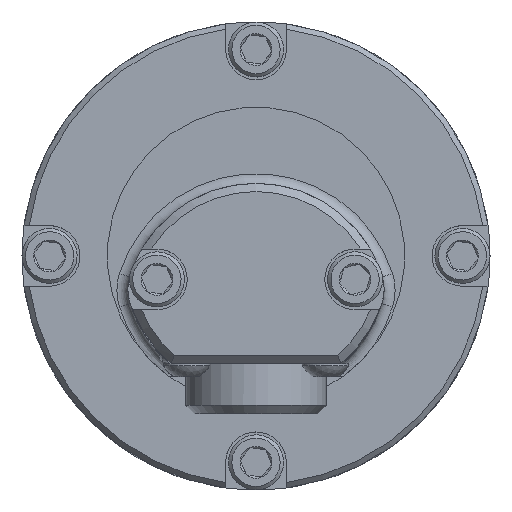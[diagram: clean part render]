
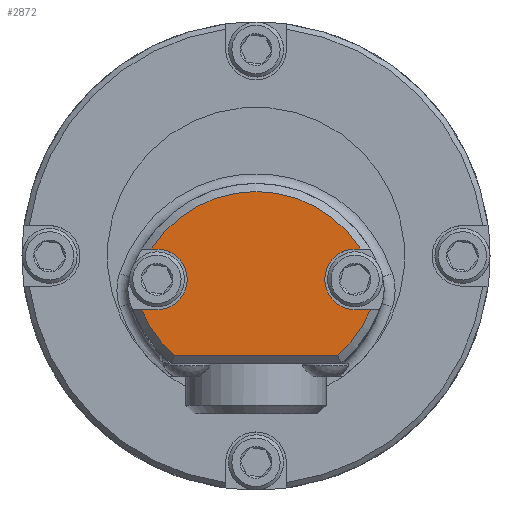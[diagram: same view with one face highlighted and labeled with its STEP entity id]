
A CAD part, top view. The second image highlights one B-rep face of the part: STEP entity #2872.
In plain terms, the highlighted planar face has unit normal (0, 0, 1).
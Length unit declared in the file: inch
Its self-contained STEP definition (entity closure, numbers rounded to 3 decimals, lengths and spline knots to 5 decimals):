
#42 = CARTESIAN_POINT ( 'NONE',  ( 0.562, -0.313, 5. ) ) ;
#125 = AXIS2_PLACEMENT_3D ( 'NONE', #1770, #5499, #2312 ) ;
#144 = CARTESIAN_POINT ( 'NONE',  ( 0., -0.045, 5. ) ) ;
#165 = FACE_OUTER_BOUND ( 'NONE', #4092, .T. ) ;
#214 = LINE ( 'NONE', #5510, #1625 ) ;
#324 = EDGE_CURVE ( 'NONE', #4126, #1998, #625, .T. ) ;
#462 = ORIENTED_EDGE ( 'NONE', *, *, #3567, .F. ) ;
#465 = VERTEX_POINT ( 'NONE', #5790 ) ;
#521 = ORIENTED_EDGE ( 'NONE', *, *, #5329, .F. ) ;
#599 = LINE ( 'NONE', #5775, #5910 ) ;
#625 = LINE ( 'NONE', #4202, #6640 ) ;
#632 = AXIS2_PLACEMENT_3D ( 'NONE', #5586, #2402, #6099 ) ;
#718 = EDGE_CURVE ( 'NONE', #4126, #465, #3581, .T. ) ;
#904 = CARTESIAN_POINT ( 'NONE',  ( -0.59336, 0.031, 5. ) ) ;
#908 = VERTEX_POINT ( 'NONE', #2448 ) ;
#916 = AXIS2_PLACEMENT_3D ( 'NONE', #4917, #1712, #5451 ) ;
#1017 = AXIS2_PLACEMENT_3D ( 'NONE', #2517, #6221, #3043 ) ;
#1056 = CIRCLE ( 'NONE', #125, 0.703 ) ;
#1187 = DIRECTION ( 'NONE',  ( 1., 0., 0. ) ) ;
#1342 = DIRECTION ( 'NONE',  ( 1., 0., 0. ) ) ;
#1435 = ORIENTED_EDGE ( 'NONE', *, *, #3879, .T. ) ;
#1489 = ORIENTED_EDGE ( 'NONE', *, *, #5415, .T. ) ;
#1552 = VERTEX_POINT ( 'NONE', #5808 ) ;
#1625 = VECTOR ( 'NONE', #1782, 39.37008 ) ;
#1656 = VERTEX_POINT ( 'NONE', #42 ) ;
#1664 = DIRECTION ( 'NONE',  ( 0., 0., 1. ) ) ;
#1708 = DIRECTION ( 'NONE',  ( -1., 0., 0. ) ) ;
#1712 = DIRECTION ( 'NONE',  ( 0., 0., 1. ) ) ;
#1770 = CARTESIAN_POINT ( 'NONE',  ( 0., -0.346, 5. ) ) ;
#1782 = DIRECTION ( 'NONE',  ( 1., 0., 0. ) ) ;
#1890 = CARTESIAN_POINT ( 'NONE',  ( -0.562, -0.313, 5. ) ) ;
#1998 = VERTEX_POINT ( 'NONE', #1890 ) ;
#2082 = CARTESIAN_POINT ( 'NONE',  ( 0.64991, -0.313, 5. ) ) ;
#2088 = DIRECTION ( 'NONE',  ( -1., 0., 0. ) ) ;
#2312 = DIRECTION ( 'NONE',  ( 1., 0., 0. ) ) ;
#2402 = DIRECTION ( 'NONE',  ( 0., 0., 1. ) ) ;
#2448 = CARTESIAN_POINT ( 'NONE',  ( -0.562, 0.031, 5. ) ) ;
#2517 = CARTESIAN_POINT ( 'NONE',  ( -0.562, -0.141, 5. ) ) ;
#2540 = AXIS2_PLACEMENT_3D ( 'NONE', #144, #6523, #1187 ) ;
#2595 = CARTESIAN_POINT ( 'NONE',  ( -0.64991, -0.313, 5. ) ) ;
#2625 = LINE ( 'NONE', #4752, #6705 ) ;
#2716 = CARTESIAN_POINT ( 'NONE',  ( 0., -0.045, 5. ) ) ;
#2802 = ORIENTED_EDGE ( 'NONE', *, *, #6704, .F. ) ;
#2872 = ADVANCED_FACE ( 'NONE', ( #165 ), #4874, .T. ) ;
#3043 = DIRECTION ( 'NONE',  ( 1., 0., 0. ) ) ;
#3109 = VERTEX_POINT ( 'NONE', #4845 ) ;
#3131 = DIRECTION ( 'NONE',  ( 1., 0., 0. ) ) ;
#3256 = ORIENTED_EDGE ( 'NONE', *, *, #6837, .F. ) ;
#3314 = ORIENTED_EDGE ( 'NONE', *, *, #324, .F. ) ;
#3424 = VERTEX_POINT ( 'NONE', #6141 ) ;
#3459 = CIRCLE ( 'NONE', #1017, 0.172 ) ;
#3470 = ORIENTED_EDGE ( 'NONE', *, *, #718, .T. ) ;
#3567 = EDGE_CURVE ( 'NONE', #1656, #4550, #599, .T. ) ;
#3581 = CIRCLE ( 'NONE', #2540, 0.703 ) ;
#3879 = EDGE_CURVE ( 'NONE', #3424, #6718, #1056, .T. ) ;
#4003 = AXIS2_PLACEMENT_3D ( 'NONE', #2716, #1664, #5413 ) ;
#4092 = EDGE_LOOP ( 'NONE', ( #3314, #3470, #1489, #6171, #462, #6070, #3256, #1435, #521, #2802 ) ) ;
#4126 = VERTEX_POINT ( 'NONE', #2595 ) ;
#4202 = CARTESIAN_POINT ( 'NONE',  ( -0.562, -0.313, 5. ) ) ;
#4321 = EDGE_CURVE ( 'NONE', #3109, #1656, #6565, .T. ) ;
#4362 = CARTESIAN_POINT ( 'NONE',  ( -0.562, 0.031, 5. ) ) ;
#4550 = VERTEX_POINT ( 'NONE', #2082 ) ;
#4752 = CARTESIAN_POINT ( 'NONE',  ( 0.562, 0.031, 5. ) ) ;
#4821 = LINE ( 'NONE', #4362, #6211 ) ;
#4845 = CARTESIAN_POINT ( 'NONE',  ( 0.562, 0.031, 5. ) ) ;
#4874 = PLANE ( 'NONE',  #4003 ) ;
#4917 = CARTESIAN_POINT ( 'NONE',  ( 0.562, -0.141, 5. ) ) ;
#5329 = EDGE_CURVE ( 'NONE', #908, #6718, #4821, .T. ) ;
#5413 = DIRECTION ( 'NONE',  ( 1., 0., 0. ) ) ;
#5415 = EDGE_CURVE ( 'NONE', #465, #1552, #214, .T. ) ;
#5451 = DIRECTION ( 'NONE',  ( 1., 0., 0. ) ) ;
#5499 = DIRECTION ( 'NONE',  ( 0., 0., 1. ) ) ;
#5510 = CARTESIAN_POINT ( 'NONE',  ( 0.48153, -0.573, 5. ) ) ;
#5586 = CARTESIAN_POINT ( 'NONE',  ( 0., -0.045, 5. ) ) ;
#5775 = CARTESIAN_POINT ( 'NONE',  ( 0.562, -0.313, 5. ) ) ;
#5790 = CARTESIAN_POINT ( 'NONE',  ( -0.46414, -0.573, 5. ) ) ;
#5808 = CARTESIAN_POINT ( 'NONE',  ( 0.46414, -0.573, 5. ) ) ;
#5910 = VECTOR ( 'NONE', #3131, 39.37008 ) ;
#6070 = ORIENTED_EDGE ( 'NONE', *, *, #4321, .F. ) ;
#6099 = DIRECTION ( 'NONE',  ( 1., 0., 0. ) ) ;
#6141 = CARTESIAN_POINT ( 'NONE',  ( 0.59336, 0.031, 5. ) ) ;
#6171 = ORIENTED_EDGE ( 'NONE', *, *, #6901, .T. ) ;
#6211 = VECTOR ( 'NONE', #1708, 39.37008 ) ;
#6221 = DIRECTION ( 'NONE',  ( 0., 0., 1. ) ) ;
#6352 = CIRCLE ( 'NONE', #632, 0.703 ) ;
#6523 = DIRECTION ( 'NONE',  ( 0., 0., 1. ) ) ;
#6565 = CIRCLE ( 'NONE', #916, 0.172 ) ;
#6640 = VECTOR ( 'NONE', #1342, 39.37008 ) ;
#6704 = EDGE_CURVE ( 'NONE', #1998, #908, #3459, .T. ) ;
#6705 = VECTOR ( 'NONE', #2088, 39.37008 ) ;
#6718 = VERTEX_POINT ( 'NONE', #904 ) ;
#6837 = EDGE_CURVE ( 'NONE', #3424, #3109, #2625, .T. ) ;
#6901 = EDGE_CURVE ( 'NONE', #1552, #4550, #6352, .T. ) ;
